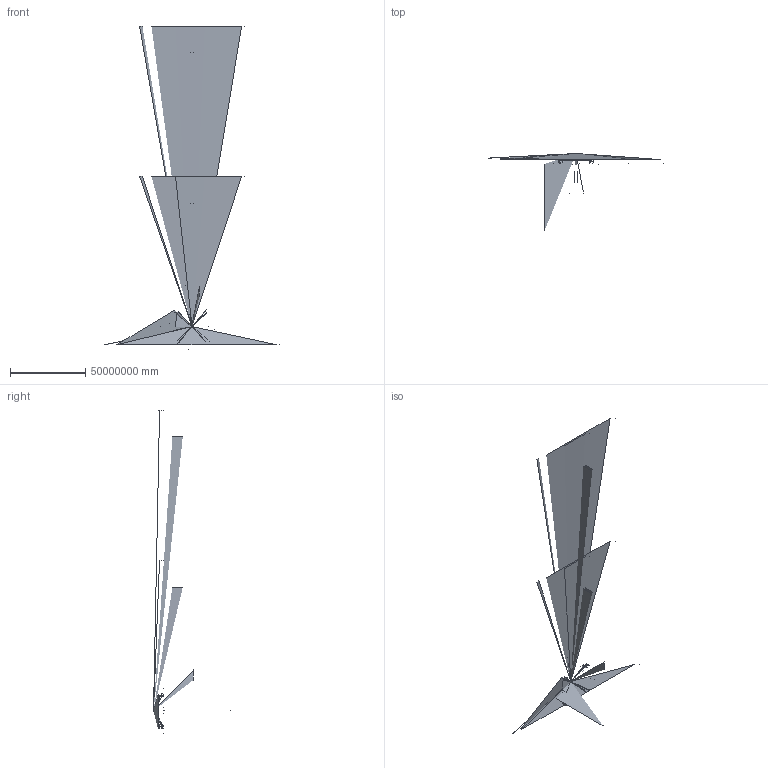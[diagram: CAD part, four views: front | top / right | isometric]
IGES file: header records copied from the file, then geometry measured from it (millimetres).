
Start section: C
Global section: file name: MHR2.igs; native system: By Siemens PLM Incorporated; preprocessor: XPlus GENERIC/IGES 18.0.17; author: Author; organization: Title; date: 20160429.144218; units: millimetre
Bounding box: 116000000 x 51171373.1 x 220831123.9 mm (x, y, z)
Volume: 3200194673.7 mm3; surface area: 45047.7 mm2
Topology: 3 solids, 18 shells, 115 faces, 346 edges, 268 vertices
Faces by surface type: bspline 115
